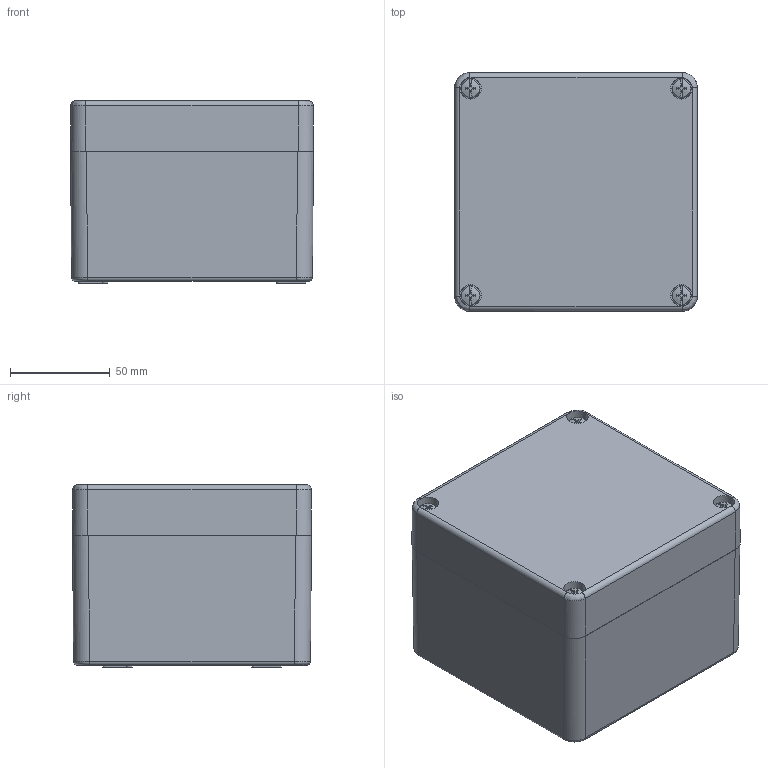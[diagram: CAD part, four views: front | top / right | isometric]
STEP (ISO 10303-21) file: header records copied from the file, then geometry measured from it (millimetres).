
FILE_DESCRIPTION (( 'STEP AP214' ), '1' );
FILE_NAME ('1590ZGRP121BK.STEP', '2021-09-09T11:17:43', ( '' ), ( '' ), 'SwSTEP 2.0', 'SolidWorks 2021', '' );
FILE_SCHEMA (( 'AUTOMOTIVE_DESIGN' ));
Length unit declared in the file: inch
Products named in the file (1): 1590ZGRP121BK
Bounding box: 122 x 120 x 91.7 mm (x, y, z)
Volume: 400508.8 mm3; surface area: 178328.7 mm2
Topology: 8 solids, 8 shells, 517 faces, 1275 edges, 815 vertices
Faces by surface type: plane 229, cylinder 108, cone 92, bspline 80, torus 8
Full cylindrical faces by diameter (mm): 3.75 x7, 4.917 x10, 5.28 x4, 5.88 x4, 6 x4, 6.4 x4, 6.8 x4, 7 x6, 10.8 x4
Entity records: 24120 total; most frequent: CARTESIAN_POINT 5766, ORIENTED_EDGE 2356, DIRECTION 2284, EDGE_CURVE 1178, AXIS2_PLACEMENT_3D 872, VERTEX_POINT 798, EDGE_LOOP 668, FACE_OUTER_BOUND 585
